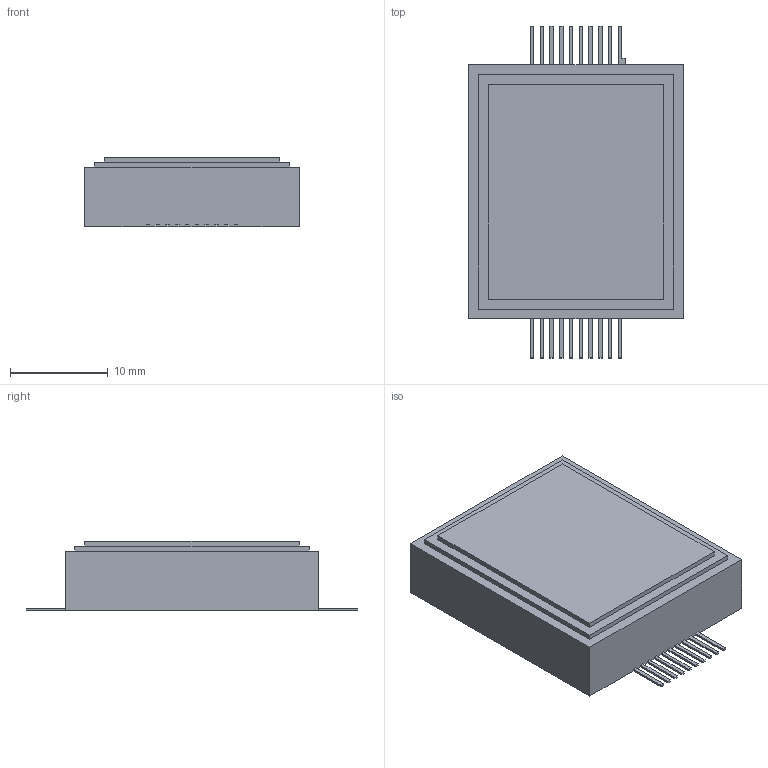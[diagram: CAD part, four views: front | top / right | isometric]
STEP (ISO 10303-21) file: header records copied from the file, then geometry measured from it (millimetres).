
FILE_DESCRIPTION(('STEP AP214'), '1');
FILE_NAME('korpys_4140.20-1', '2019-02-11T07:50:37', ('user'), (''), 'ASCON STEP Converter 1.3', 'ASCON Math Kernel', '');
FILE_SCHEMA(('AUTOMOTIVE_DESIGN { 1 0 10303 214 3 1 1}'));
Length unit declared in the file: millimetre
Bounding box: 22 x 34 x 7.12 mm (x, y, z)
Volume: 3944 mm3; surface area: 1914.2 mm2
Topology: 1 solids, 1 shells, 433 faces, 1254 edges, 836 vertices
Faces by surface type: plane 263, cylinder 170
Entity records: 17796 total; most frequent: CARTESIAN_POINT 2524, ORIENTED_EDGE 2508, DIRECTION 2462, EDGE_CURVE 1254, LINE 914, VECTOR 914, VERTEX_POINT 836, AXIS2_PLACEMENT_3D 774
